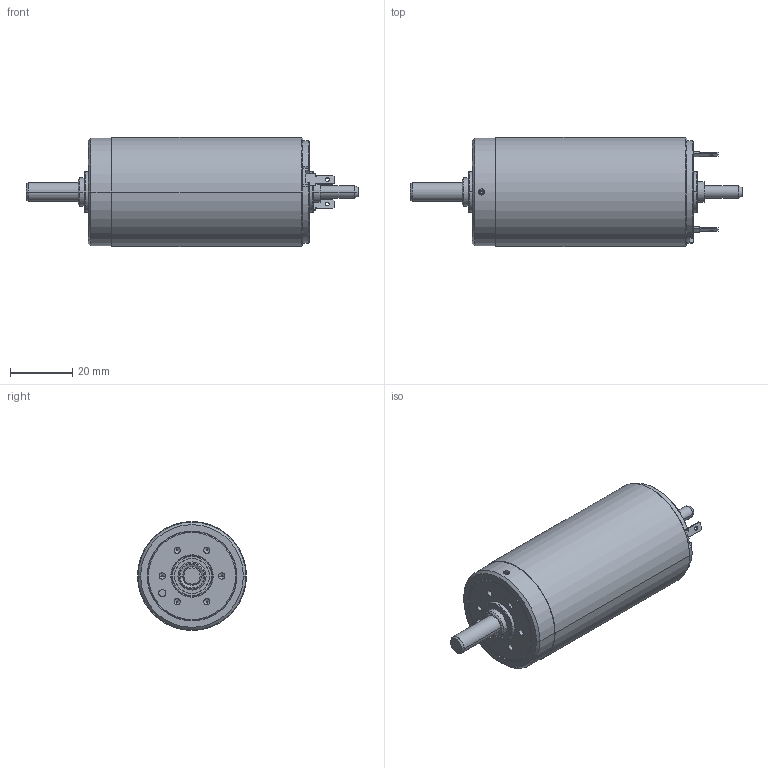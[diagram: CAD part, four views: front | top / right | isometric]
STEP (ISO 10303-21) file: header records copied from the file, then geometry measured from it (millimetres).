
FILE_DESCRIPTION((''),'2;1');
FILE_NAME('273752_RE35_GB_90W_KL_2WE','2016-10-10T',('mmagvisi'),(''),'CREO PARAMETRIC BY PTC INC, 2016050','CREO PARAMETRIC BY PTC INC, 2016050','');
FILE_SCHEMA(('CONFIG_CONTROL_DESIGN'));
Length unit declared in the file: millimetre
Products named in the file (1): 273752_RE35_GB_90W_KL_2WE
Bounding box: 106.6 x 35 x 35 mm (x, y, z)
Volume: 68551.3 mm3; surface area: 12029.7 mm2
Topology: 3 solids, 3 shells, 415 faces, 1016 edges, 644 vertices
Faces by surface type: cylinder 142, plane 121, cone 78, bspline 58, torus 16
Entity records: 18719 total; most frequent: CARTESIAN_POINT 4767, ORIENTED_EDGE 2024, DIRECTION 2020, PRESENTATION_STYLE_ASSIGNMENT 1142, STYLED_ITEM 1015, CURVE_STYLE 1012, EDGE_CURVE 1012, AXIS2_PLACEMENT_3D 757
